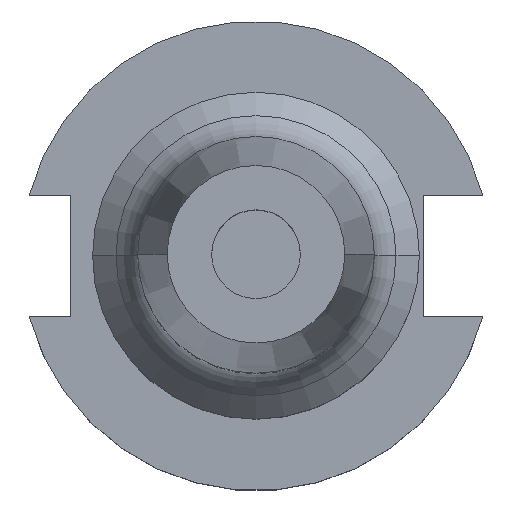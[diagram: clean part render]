
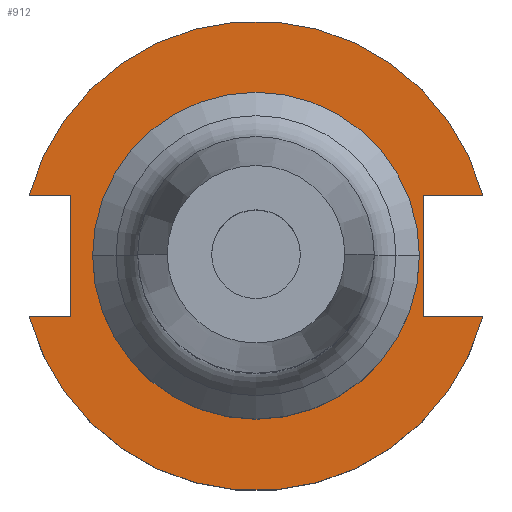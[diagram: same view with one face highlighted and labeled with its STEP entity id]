
A CAD part, top view. The second image highlights one B-rep face of the part: STEP entity #912.
In plain terms, the highlighted planar face has unit normal (0, 0, 1).
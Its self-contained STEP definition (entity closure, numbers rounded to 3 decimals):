
#3 = CARTESIAN_POINT ( 'NONE',  ( -30.675, 8.191, 19.05 ) ) ;
#6 = VERTEX_POINT ( 'NONE', #18 ) ;
#18 = CARTESIAN_POINT ( 'NONE',  ( 22.1, 0., 19.05 ) ) ;
#28 = DIRECTION ( 'NONE',  ( 1., 0., 0. ) ) ;
#56 = VECTOR ( 'NONE', #984, 1000. ) ;
#92 = VECTOR ( 'NONE', #1106, 1000. ) ;
#107 = DIRECTION ( 'NONE',  ( 0., 0., 1. ) ) ;
#112 = DIRECTION ( 'NONE',  ( 0., 0., 1. ) ) ;
#116 = DIRECTION ( 'NONE',  ( 1., 0., 0. ) ) ;
#137 = VERTEX_POINT ( 'NONE', #938 ) ;
#138 = ORIENTED_EDGE ( 'NONE', *, *, #299, .T. ) ;
#152 = EDGE_LOOP ( 'NONE', ( #138, #1163, #794, #1000, #1070, #269, #1538, #786 ) ) ;
#195 = VERTEX_POINT ( 'NONE', #1348 ) ;
#245 = VERTEX_POINT ( 'NONE', #937 ) ;
#257 = EDGE_LOOP ( 'NONE', ( #258, #1173 ) ) ;
#258 = ORIENTED_EDGE ( 'NONE', *, *, #1117, .F. ) ;
#269 = ORIENTED_EDGE ( 'NONE', *, *, #675, .F. ) ;
#288 = CIRCLE ( 'NONE', #1074, 31.75 ) ;
#299 = EDGE_CURVE ( 'NONE', #137, #195, #1233, .T. ) ;
#302 = CARTESIAN_POINT ( 'NONE',  ( 0., -8.191, 19.05 ) ) ;
#334 = DIRECTION ( 'NONE',  ( 0., 0., -1. ) ) ;
#376 = AXIS2_PLACEMENT_3D ( 'NONE', #1607, #814, #28 ) ;
#407 = CARTESIAN_POINT ( 'NONE',  ( -61.091, 8.191, 19.05 ) ) ;
#419 = DIRECTION ( 'NONE',  ( 0., 0., 1. ) ) ;
#426 = CARTESIAN_POINT ( 'NONE',  ( 22.606, 8.191, 19.05 ) ) ;
#432 = AXIS2_PLACEMENT_3D ( 'NONE', #902, #107, #1048 ) ;
#442 = VECTOR ( 'NONE', #780, 1000. ) ;
#468 = VECTOR ( 'NONE', #951, 1000. ) ;
#470 = AXIS2_PLACEMENT_3D ( 'NONE', #1141, #334, #1283 ) ;
#472 = EDGE_CURVE ( 'NONE', #964, #245, #288, .T. ) ;
#483 = LINE ( 'NONE', #1433, #442 ) ;
#500 = VERTEX_POINT ( 'NONE', #676 ) ;
#638 = CARTESIAN_POINT ( 'NONE',  ( 22.606, -8.191, 19.05 ) ) ;
#675 = EDGE_CURVE ( 'NONE', #500, #1369, #1115, .T. ) ;
#676 = CARTESIAN_POINT ( 'NONE',  ( 30.675, 8.191, 19.05 ) ) ;
#685 = EDGE_CURVE ( 'NONE', #1172, #245, #1459, .T. ) ;
#701 = AXIS2_PLACEMENT_3D ( 'NONE', #908, #112, #1052 ) ;
#720 = CARTESIAN_POINT ( 'NONE',  ( -22.1, 0., 19.05 ) ) ;
#724 = VERTEX_POINT ( 'NONE', #720 ) ;
#780 = DIRECTION ( 'NONE',  ( 0., 1., 0. ) ) ;
#786 = ORIENTED_EDGE ( 'NONE', *, *, #981, .T. ) ;
#794 = ORIENTED_EDGE ( 'NONE', *, *, #472, .T. ) ;
#798 = VECTOR ( 'NONE', #116, 1000. ) ;
#813 = FACE_BOUND ( 'NONE', #257, .T. ) ;
#814 = DIRECTION ( 'NONE',  ( 0., 0., 1. ) ) ;
#823 = LINE ( 'NONE', #407, #468 ) ;
#842 = CARTESIAN_POINT ( 'NONE',  ( 0., 8.191, 19.05 ) ) ;
#902 = CARTESIAN_POINT ( 'NONE',  ( 0., 0., 19.05 ) ) ;
#908 = CARTESIAN_POINT ( 'NONE',  ( 0., 0., 19.05 ) ) ;
#912 = ADVANCED_FACE ( 'NONE', ( #813, #1480 ), #1003, .F. ) ;
#937 = CARTESIAN_POINT ( 'NONE',  ( 30.675, -8.191, 19.05 ) ) ;
#938 = CARTESIAN_POINT ( 'NONE',  ( -25.091, 8.191, 19.05 ) ) ;
#951 = DIRECTION ( 'NONE',  ( 1., 0., 0. ) ) ;
#960 = EDGE_CURVE ( 'NONE', #724, #6, #1181, .T. ) ;
#964 = VERTEX_POINT ( 'NONE', #1477 ) ;
#981 = EDGE_CURVE ( 'NONE', #1276, #137, #823, .T. ) ;
#984 = DIRECTION ( 'NONE',  ( 1., 0., 0. ) ) ;
#1000 = ORIENTED_EDGE ( 'NONE', *, *, #685, .F. ) ;
#1003 = PLANE ( 'NONE',  #470 ) ;
#1048 = DIRECTION ( 'NONE',  ( 1., 0., 0. ) ) ;
#1052 = DIRECTION ( 'NONE',  ( 1., 0., 0. ) ) ;
#1070 = ORIENTED_EDGE ( 'NONE', *, *, #1199, .T. ) ;
#1074 = AXIS2_PLACEMENT_3D ( 'NONE', #1229, #419, #1364 ) ;
#1106 = DIRECTION ( 'NONE',  ( -1., 0., 0. ) ) ;
#1115 = LINE ( 'NONE', #842, #92 ) ;
#1117 = EDGE_CURVE ( 'NONE', #6, #724, #1294, .T. ) ;
#1139 = CARTESIAN_POINT ( 'NONE',  ( -25.091, 8.191, 19.05 ) ) ;
#1141 = CARTESIAN_POINT ( 'NONE',  ( 0., 22.1, 19.05 ) ) ;
#1159 = LINE ( 'NONE', #1178, #798 ) ;
#1163 = ORIENTED_EDGE ( 'NONE', *, *, #1203, .F. ) ;
#1172 = VERTEX_POINT ( 'NONE', #638 ) ;
#1173 = ORIENTED_EDGE ( 'NONE', *, *, #960, .F. ) ;
#1178 = CARTESIAN_POINT ( 'NONE',  ( -61.091, -8.191, 19.05 ) ) ;
#1181 = CIRCLE ( 'NONE', #376, 22.1 ) ;
#1182 = EDGE_CURVE ( 'NONE', #500, #1276, #1200, .T. ) ;
#1199 = EDGE_CURVE ( 'NONE', #1172, #1369, #483, .T. ) ;
#1200 = CIRCLE ( 'NONE', #701, 31.75 ) ;
#1203 = EDGE_CURVE ( 'NONE', #964, #195, #1159, .T. ) ;
#1229 = CARTESIAN_POINT ( 'NONE',  ( 0., 0., 19.05 ) ) ;
#1233 = LINE ( 'NONE', #1139, #1541 ) ;
#1275 = DIRECTION ( 'NONE',  ( 0., -1., 0. ) ) ;
#1276 = VERTEX_POINT ( 'NONE', #3 ) ;
#1283 = DIRECTION ( 'NONE',  ( -1., 0., 0. ) ) ;
#1294 = CIRCLE ( 'NONE', #432, 22.1 ) ;
#1348 = CARTESIAN_POINT ( 'NONE',  ( -25.091, -8.191, 19.05 ) ) ;
#1364 = DIRECTION ( 'NONE',  ( 1., 0., 0. ) ) ;
#1369 = VERTEX_POINT ( 'NONE', #426 ) ;
#1433 = CARTESIAN_POINT ( 'NONE',  ( 22.606, 22.1, 19.05 ) ) ;
#1459 = LINE ( 'NONE', #302, #56 ) ;
#1477 = CARTESIAN_POINT ( 'NONE',  ( -30.675, -8.191, 19.05 ) ) ;
#1480 = FACE_OUTER_BOUND ( 'NONE', #152, .T. ) ;
#1538 = ORIENTED_EDGE ( 'NONE', *, *, #1182, .T. ) ;
#1541 = VECTOR ( 'NONE', #1275, 1000. ) ;
#1607 = CARTESIAN_POINT ( 'NONE',  ( 0., 0., 19.05 ) ) ;
